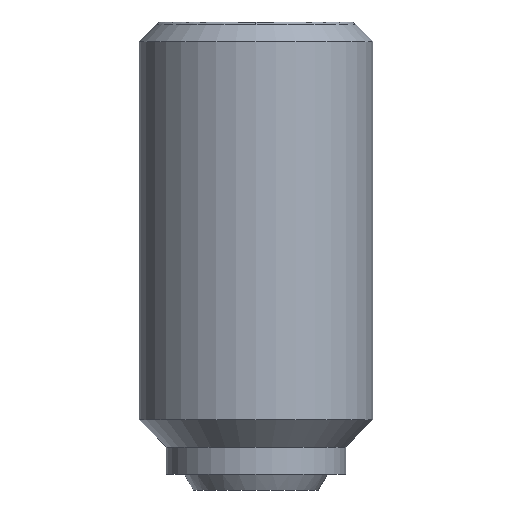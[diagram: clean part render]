
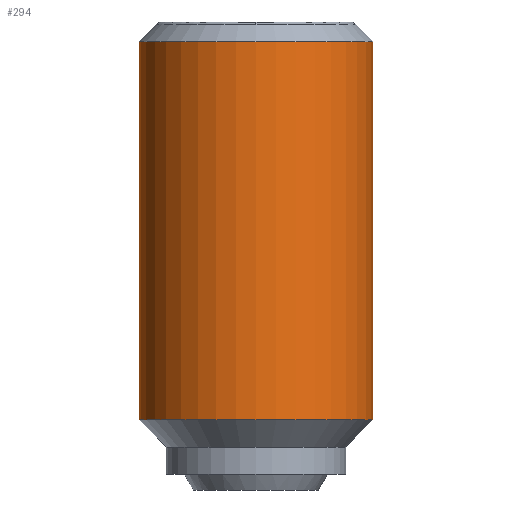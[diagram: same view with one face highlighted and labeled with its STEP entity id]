
A CAD part, front view. The second image highlights one B-rep face of the part: STEP entity #294.
In plain terms, the highlighted cylindrical face has radius 3 mm (diameter 6 mm), a partial arc.
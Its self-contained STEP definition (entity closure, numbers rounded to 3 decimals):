
#136=EDGE_CURVE('',#158,#174,#361,.T.);
#152=VERTEX_POINT('',#381);
#158=VERTEX_POINT('',#387);
#174=VERTEX_POINT('',#405);
#236=EDGE_CURVE('',#158,#278,#477,.T.);
#238=EDGE_CURVE('',#152,#278,#479,.T.);
#252=EDGE_CURVE('',#174,#152,#495,.T.);
#278=VERTEX_POINT('',#523);
#294=ADVANCED_FACE('',(#539),#540,.T.);
#361=LINE('',#603,#604);
#381=CARTESIAN_POINT('',(3.,0.,-0.5));
#387=CARTESIAN_POINT('',(-3.,0.,-10.2));
#405=CARTESIAN_POINT('',(-3.,0.,-0.5));
#477=CIRCLE('',#796,3.);
#479=LINE('',#799,#800);
#495=CIRCLE('',#818,3.);
#523=CARTESIAN_POINT('',(3.,0.,-10.2));
#539=FACE_OUTER_BOUND('',#880,.T.);
#540=CYLINDRICAL_SURFACE('',#881,3.);
#603=CARTESIAN_POINT('',(-3.,0.,-5.35));
#604=VECTOR('',#956,1.0);
#796=AXIS2_PLACEMENT_3D('',#1124,#1125,#1126);
#799=CARTESIAN_POINT('',(3.,0.,-5.35));
#800=VECTOR('',#1127,1.0);
#818=AXIS2_PLACEMENT_3D('',#1146,#1147,#1148);
#880=EDGE_LOOP('',(#1175,#1176,#1177,#1178));
#881=AXIS2_PLACEMENT_3D('',#1179,#1180,#1181);
#956=DIRECTION('',(0.0,0.0,1.0));
#1124=CARTESIAN_POINT('',(0.,0.,-10.2));
#1125=DIRECTION('',(0.0,0.0,1.0));
#1126=DIRECTION('',(-1.0,0.,0.0));
#1127=DIRECTION('',(-0.0,-0.0,-1.0));
#1146=CARTESIAN_POINT('',(0.,0.,-0.5));
#1147=DIRECTION('',(0.0,0.0,1.0));
#1148=DIRECTION('',(-1.0,0.,0.0));
#1175=ORIENTED_EDGE('',*,*,#136,.F.);
#1176=ORIENTED_EDGE('',*,*,#236,.T.);
#1177=ORIENTED_EDGE('',*,*,#238,.F.);
#1178=ORIENTED_EDGE('',*,*,#252,.F.);
#1179=CARTESIAN_POINT('',(0.,0.,-5.35));
#1180=DIRECTION('',(-0.0,-0.0,-1.0));
#1181=DIRECTION('',(-1.0,0.,0.0));
